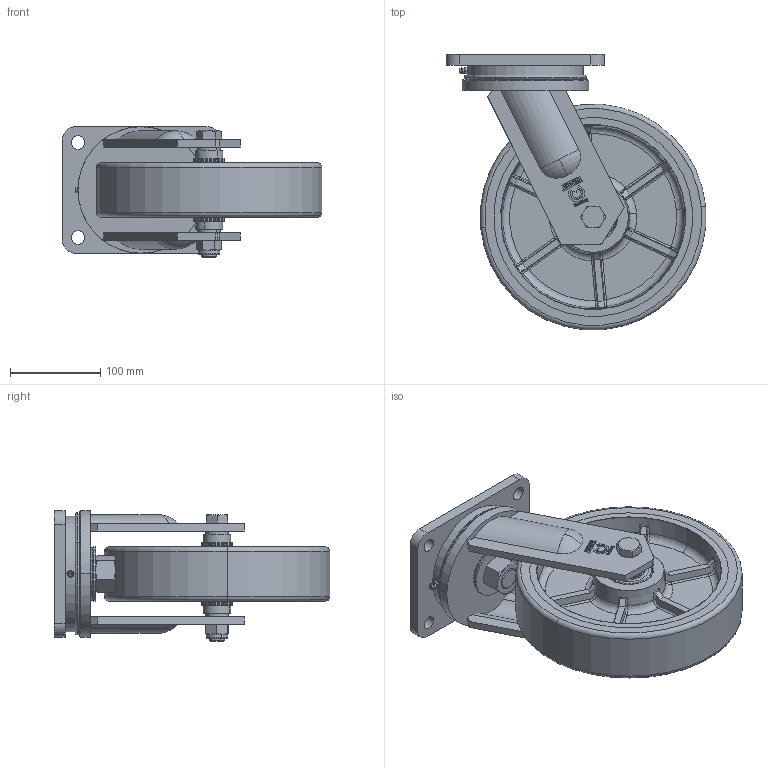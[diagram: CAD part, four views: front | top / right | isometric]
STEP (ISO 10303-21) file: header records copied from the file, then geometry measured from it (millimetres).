
FILE_DESCRIPTION (( 'STEP AP214' ), '1' );
FILE_NAME ('0011396_L-HB-PUZG-250-K-3-B60.STEP', '2015-09-21T08:15:37', ( '' ), ( '' ), 'SwSTEP 2.0', 'SolidWorks 2014', '' );
FILE_SCHEMA (( 'AUTOMOTIVE_DESIGN' ));
Length unit declared in the file: millimetre
Products named in the file (1): 0011396_L-HB-PUZG-250-K-3-B60
Bounding box: 287.08 x 304.58 x 144.5 mm (x, y, z)
Surface area: 500708.7 mm2 (no closed solid volume)
Topology: 0 solids, 27 shells, 1137 faces, 2849 edges, 1809 vertices
Faces by surface type: plane 419, bspline 302, cone 162, cylinder 158, torus 92, sphere 4
Entity records: 57288 total; most frequent: CARTESIAN_POINT 19491, ORIENTED_EDGE 5658, DIRECTION 4415, EDGE_CURVE 2845, VERTEX_POINT 1807, AXIS2_PLACEMENT_3D 1568, VECTOR 1279, LINE 1279
